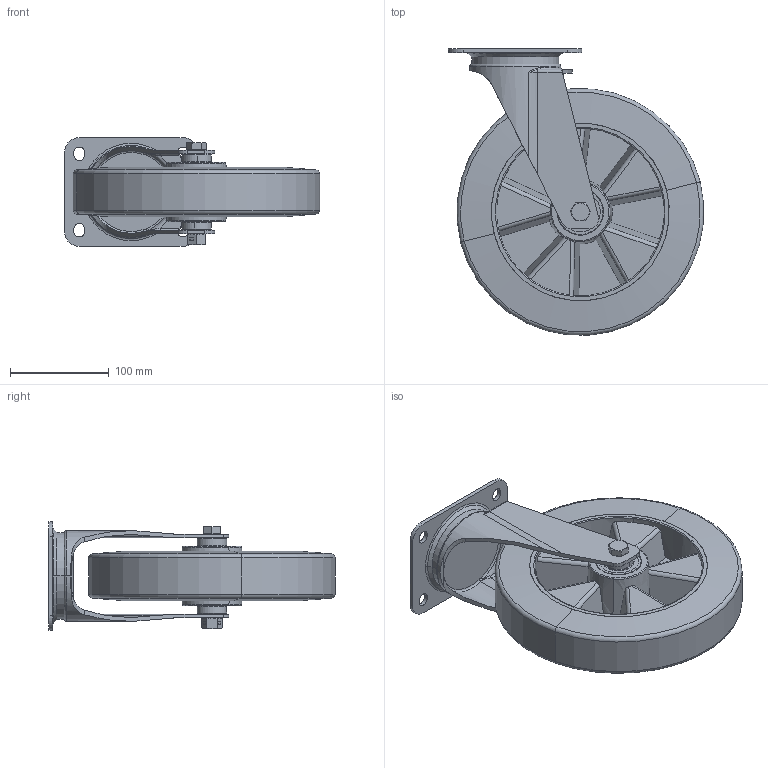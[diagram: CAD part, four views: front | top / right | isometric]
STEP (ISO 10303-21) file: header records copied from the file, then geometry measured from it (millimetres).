
FILE_DESCRIPTION (( 'STEP AP214' ), '1' );
FILE_NAME ('0029680_L-IK-EGA-250-K-3.STEP', '2016-07-12T12:27:01', ( '' ), ( '' ), 'SwSTEP 2.0', 'SolidWorks 2016', '' );
FILE_SCHEMA (( 'AUTOMOTIVE_DESIGN' ));
Length unit declared in the file: millimetre
Products named in the file (1): 0029680_L-IK-EGA-250-K-3
Bounding box: 258.18 x 289.68 x 110 mm (x, y, z)
Surface area: 366693.1 mm2 (no closed solid volume)
Topology: 0 solids, 15 shells, 355 faces, 865 edges, 536 vertices
Faces by surface type: plane 128, cylinder 112, cone 54, torus 49, bspline 10, sphere 2
Entity records: 15397 total; most frequent: CARTESIAN_POINT 3169, DIRECTION 1793, ORIENTED_EDGE 1672, EDGE_CURVE 863, AXIS2_PLACEMENT_3D 738, VERTEX_POINT 536, EDGE_LOOP 394, CIRCLE 392
